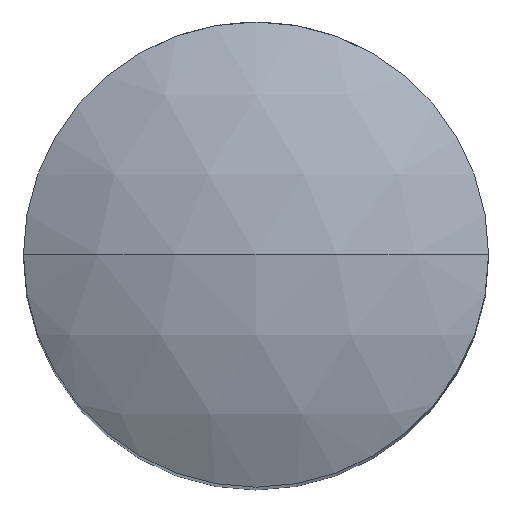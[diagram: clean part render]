
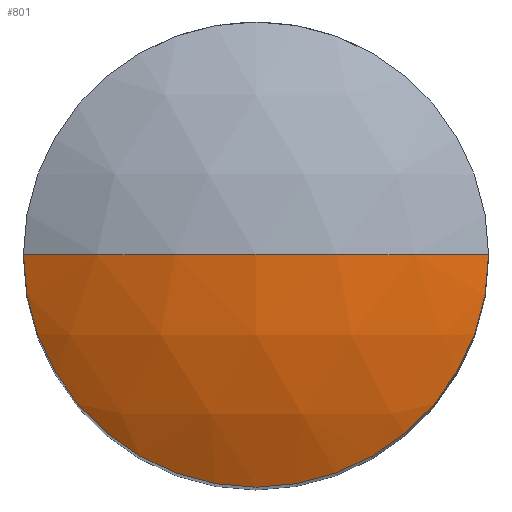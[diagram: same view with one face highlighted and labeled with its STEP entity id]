
A CAD part, top view. The second image highlights one B-rep face of the part: STEP entity #801.
In plain terms, the highlighted spherical face has radius 13 mm.
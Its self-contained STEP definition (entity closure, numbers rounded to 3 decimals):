
#7 = SPHERICAL_SURFACE ( 'NONE', #221, 13. ) ;
#44 = CIRCLE ( 'NONE', #343, 13. ) ;
#49 = CARTESIAN_POINT ( 'NONE',  ( 6.5, 0., 23.258 ) ) ;
#53 = CARTESIAN_POINT ( 'NONE',  ( 0., 0., 25. ) ) ;
#74 = DIRECTION ( 'NONE',  ( 0., 1., 0. ) ) ;
#221 = AXIS2_PLACEMENT_3D ( 'NONE', #476, #685, #548 ) ;
#225 = ORIENTED_EDGE ( 'NONE', *, *, #306, .T. ) ;
#248 = CIRCLE ( 'NONE', #333, 6.5 ) ;
#306 = EDGE_CURVE ( 'NONE', #586, #916, #900, .T. ) ;
#333 = AXIS2_PLACEMENT_3D ( 'NONE', #857, #453, #928 ) ;
#343 = AXIS2_PLACEMENT_3D ( 'NONE', #518, #74, #594 ) ;
#373 = DIRECTION ( 'NONE',  ( 1., 0., 0. ) ) ;
#381 = DIRECTION ( 'NONE',  ( 0., -1., 0. ) ) ;
#385 = FACE_OUTER_BOUND ( 'NONE', #737, .T. ) ;
#438 = CARTESIAN_POINT ( 'NONE',  ( 0., 0., 12. ) ) ;
#453 = DIRECTION ( 'NONE',  ( 0., 0., -1. ) ) ;
#456 = ORIENTED_EDGE ( 'NONE', *, *, #649, .F. ) ;
#476 = CARTESIAN_POINT ( 'NONE',  ( 0., 0., 12. ) ) ;
#477 = AXIS2_PLACEMENT_3D ( 'NONE', #438, #381, #373 ) ;
#518 = CARTESIAN_POINT ( 'NONE',  ( 0., 0., 12. ) ) ;
#548 = DIRECTION ( 'NONE',  ( 1., 0., 0. ) ) ;
#579 = ORIENTED_EDGE ( 'NONE', *, *, #633, .F. ) ;
#586 = VERTEX_POINT ( 'NONE', #53 ) ;
#594 = DIRECTION ( 'NONE',  ( 0., 0., 1. ) ) ;
#633 = EDGE_CURVE ( 'NONE', #586, #891, #44, .T. ) ;
#649 = EDGE_CURVE ( 'NONE', #891, #916, #248, .T. ) ;
#685 = DIRECTION ( 'NONE',  ( 0., -1., 0. ) ) ;
#707 = CARTESIAN_POINT ( 'NONE',  ( -6.5, 0., 23.258 ) ) ;
#737 = EDGE_LOOP ( 'NONE', ( #579, #225, #456 ) ) ;
#801 = ADVANCED_FACE ( 'NONE', ( #385 ), #7, .T. ) ;
#857 = CARTESIAN_POINT ( 'NONE',  ( 0., 0., 23.258 ) ) ;
#891 = VERTEX_POINT ( 'NONE', #49 ) ;
#900 = CIRCLE ( 'NONE', #477, 13. ) ;
#916 = VERTEX_POINT ( 'NONE', #707 ) ;
#928 = DIRECTION ( 'NONE',  ( -1., 0., 0. ) ) ;
